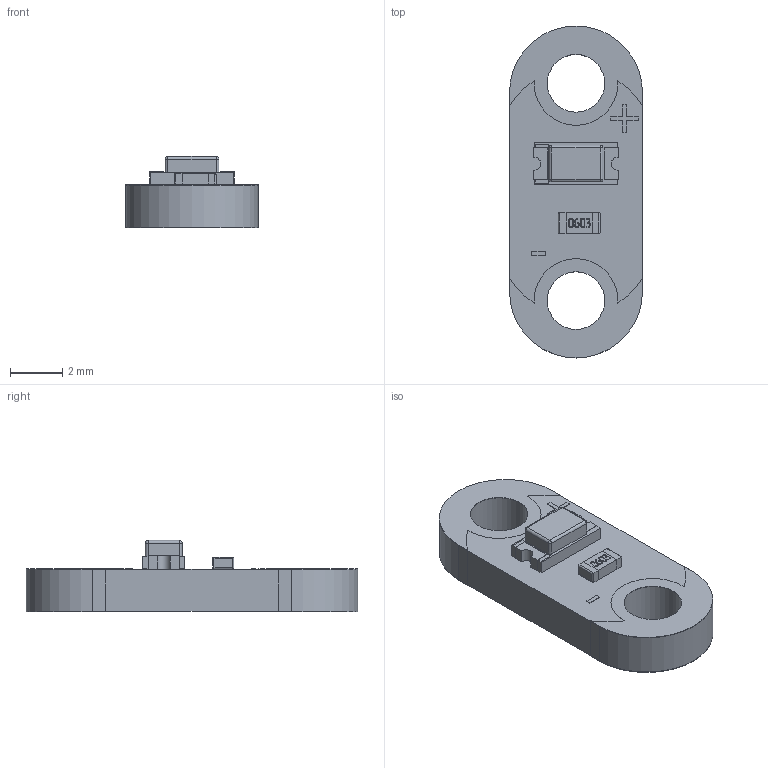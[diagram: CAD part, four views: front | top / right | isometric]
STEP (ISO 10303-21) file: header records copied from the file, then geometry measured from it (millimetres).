
FILE_DESCRIPTION(('FreeCAD Model'),'2;1');
FILE_NAME('Open CASCADE Shape Model','2024-01-23T23:27:09',(''),(''), 'Open CASCADE STEP processor 7.6','FreeCAD','Unknown');
FILE_SCHEMA(('AUTOMOTIVE_DESIGN { 1 0 10303 214 1 1 1 1 }'));
Length unit declared in the file: millimetre
Products named in the file (11): LilyPad_LED; Board_; 0603; ť󡬼1; ť󡬼2; ť󡬼003; User Library-led_1206; pad_001; pad_002; pad_003; pad_004
Assembly tree (10 placements, depth 3):
  LilyPad_LED
    Board_
    0603
      ť󡬼1
      ť󡬼2
      ť󡬼003
    User Library-led_1206
    pad_001
    pad_002
    pad_003
    pad_004
Bounding box: 5.08 x 12.68 x 2.72 mm (x, y, z)
Volume: 116.8 mm3; surface area: 314.9 mm2
Topology: 9 solids, 9 shells, 203 faces, 515 edges, 334 vertices
Faces by surface type: plane 126, bspline 41, cylinder 32, sphere 4
Full cylindrical faces by diameter (mm): 2.2 x4
Entity records: 8979 total; most frequent: CARTESIAN_POINT 3180, ORIENTED_EDGE 1022, DIRECTION 815, EDGE_CURVE 511, LINE 373, VECTOR 373, VERTEX_POINT 334, AXIS2_PLACEMENT_3D 221
